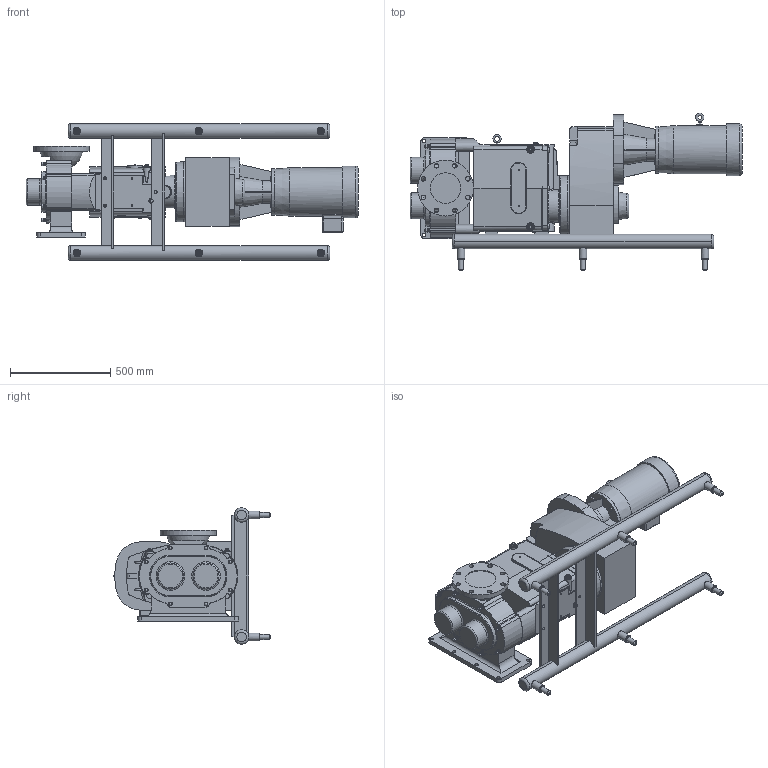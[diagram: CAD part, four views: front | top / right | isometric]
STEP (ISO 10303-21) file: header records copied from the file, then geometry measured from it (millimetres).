
FILE_DESCRIPTION(/* description */ (''),/* implementation_level */ '2;1');
FILE_NAME(/* name */ 'U1_324U1_213TC_(5 x 17.38)x6.0_S-Line_7.5HP_LH_SM.stp',/* time_stamp */ '2021-05-24T16:26:06+06:00',/* author */ ('trtmhr'),/* organization */ (''),/* preprocessor_version */ 'ST-DEVELOPER v18.1',/* originating_system */ 'Autodesk Inventor 2020',/* authorisation */ '');
FILE_SCHEMA (('AUTOMOTIVE_DESIGN { 1 0 10303 214 3 1 1 }'));
Length unit declared in the file: inch
Products named in the file (1): U1_324U1_213TC_(5 x 17.38)x6.0_S-Line_7.5HP_LH_SM
Bounding box: 1659.41 x 786.27 x 682.62 mm (x, y, z)
Volume: 153336218.7 mm3; surface area: 4155596.7 mm2
Topology: 4 solids, 4 shells, 1036 faces, 2779 edges, 1824 vertices
Faces by surface type: plane 485, cylinder 294, bspline 108, torus 89, cone 51, sphere 9
Full cylindrical faces by diameter (mm): 6.39 x1, 7.62 x6, 7.798 x1, 12.141 x1, 14.275 x8, 14.3 x3, 15.24 x1, 16.662 x8, 19.05 x8, 22.225 x8, 23.876 x3, 25.4 x10, 29.21 x1, 31.75 x3, 38.1 x10, 42.672 x2, 130.175 x2, 152.4 x1, 232.994 x1, 241.579 x1, 258.572 x1, 279.4 x1, 299.974 x1, 299.999 x1
Entity records: 36262 total; most frequent: CARTESIAN_POINT 10153, ORIENTED_EDGE 5524, DIRECTION 5353, EDGE_CURVE 2762, AXIS2_PLACEMENT_3D 2003, VERTEX_POINT 1824, LINE 1347, VECTOR 1347
